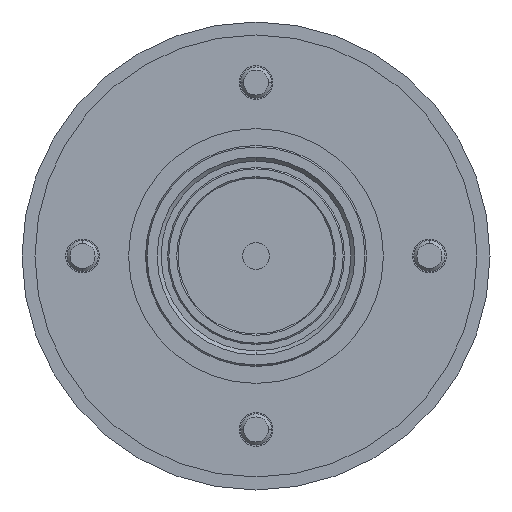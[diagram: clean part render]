
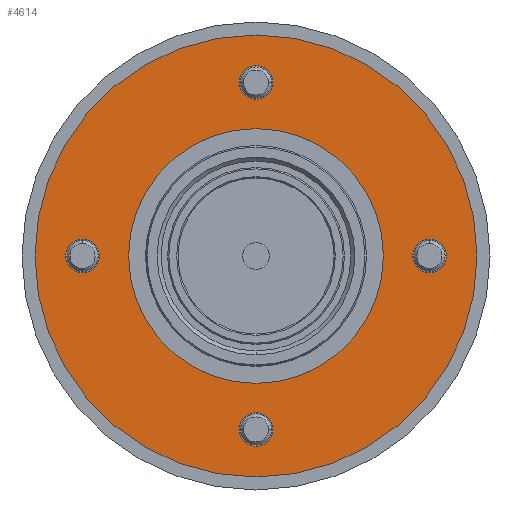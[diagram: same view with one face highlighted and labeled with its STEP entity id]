
A CAD part, left-side view. The second image highlights one B-rep face of the part: STEP entity #4614.
In plain terms, the highlighted planar face has unit normal (-1, 0, 0).
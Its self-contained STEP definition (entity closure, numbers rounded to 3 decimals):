
#125 = CARTESIAN_POINT ( 'NONE',  ( 6., 85., 0. ) ) ;
#131 = AXIS2_PLACEMENT_3D ( 'NONE', #5299, #13108, #6429 ) ;
#163 = CIRCLE ( 'NONE', #416, 6.5 ) ;
#263 = DIRECTION ( 'NONE',  ( 0., 0., -1. ) ) ;
#299 = CARTESIAN_POINT ( 'NONE',  ( 6., -66.7, 0. ) ) ;
#342 = CIRCLE ( 'NONE', #131, 6.5 ) ;
#394 = CARTESIAN_POINT ( 'NONE',  ( 6., -66.7, -6.5 ) ) ;
#416 = AXIS2_PLACEMENT_3D ( 'NONE', #13618, #6943, #263 ) ;
#524 = AXIS2_PLACEMENT_3D ( 'NONE', #5645, #13450, #6787 ) ;
#671 = ORIENTED_EDGE ( 'NONE', *, *, #10988, .T. ) ;
#685 = AXIS2_PLACEMENT_3D ( 'NONE', #2017, #9813, #3141 ) ;
#687 = CIRCLE ( 'NONE', #685, 85. ) ;
#844 = CARTESIAN_POINT ( 'NONE',  ( 6., 0., 66.7 ) ) ;
#1115 = CARTESIAN_POINT ( 'NONE',  ( 6., 0., 49. ) ) ;
#1258 = DIRECTION ( 'NONE',  ( 1., 0., 0. ) ) ;
#1435 = DIRECTION ( 'NONE',  ( 0., 0., -1. ) ) ;
#1762 = ORIENTED_EDGE ( 'NONE', *, *, #11978, .F. ) ;
#1919 = EDGE_CURVE ( 'NONE', #5605, #4863, #6708, .T. ) ;
#1962 = DIRECTION ( 'NONE',  ( 0., 0., -1. ) ) ;
#2017 = CARTESIAN_POINT ( 'NONE',  ( 6., 0., 0. ) ) ;
#2075 = AXIS2_PLACEMENT_3D ( 'NONE', #10295, #3622, #11398 ) ;
#2085 = DIRECTION ( 'NONE',  ( 1., 0., 0. ) ) ;
#2125 = ORIENTED_EDGE ( 'NONE', *, *, #11070, .T. ) ;
#2219 = CARTESIAN_POINT ( 'NONE',  ( 6., 66.7, 0. ) ) ;
#2233 = AXIS2_PLACEMENT_3D ( 'NONE', #299, #8085, #1435 ) ;
#2425 = EDGE_LOOP ( 'NONE', ( #1762, #4375 ) ) ;
#2650 = DIRECTION ( 'NONE',  ( 1., 0., 0. ) ) ;
#2962 = CIRCLE ( 'NONE', #7319, 6.5 ) ;
#3130 = FACE_OUTER_BOUND ( 'NONE', #5186, .T. ) ;
#3141 = DIRECTION ( 'NONE',  ( 0., 0., 1. ) ) ;
#3191 = CARTESIAN_POINT ( 'NONE',  ( 6., 66.7, -6.5 ) ) ;
#3193 = CARTESIAN_POINT ( 'NONE',  ( 6., 0., 0. ) ) ;
#3348 = DIRECTION ( 'NONE',  ( 0., 0., -1. ) ) ;
#3456 = EDGE_CURVE ( 'NONE', #10141, #6408, #7859, .T. ) ;
#3622 = DIRECTION ( 'NONE',  ( 1., 0., 0. ) ) ;
#3627 = CIRCLE ( 'NONE', #10360, 49. ) ;
#3732 = CARTESIAN_POINT ( 'NONE',  ( 6., 0., -85. ) ) ;
#4063 = ORIENTED_EDGE ( 'NONE', *, *, #1919, .T. ) ;
#4195 = EDGE_LOOP ( 'NONE', ( #2125, #5482 ) ) ;
#4316 = DIRECTION ( 'NONE',  ( 0., 0., 1. ) ) ;
#4375 = ORIENTED_EDGE ( 'NONE', *, *, #12713, .F. ) ;
#4390 = CARTESIAN_POINT ( 'NONE',  ( 6., 0., -73.2 ) ) ;
#4406 = AXIS2_PLACEMENT_3D ( 'NONE', #125, #1258, #9049 ) ;
#4461 = CARTESIAN_POINT ( 'NONE',  ( 6., 66.7, 6.5 ) ) ;
#4614 = ADVANCED_FACE ( 'NONE', ( #9752, #6798, #12012, #9065, #6081, #3130 ), #6804, .F. ) ;
#4863 = VERTEX_POINT ( 'NONE', #14099 ) ;
#4954 = VERTEX_POINT ( 'NONE', #1115 ) ;
#5186 = EDGE_LOOP ( 'NONE', ( #12885, #671 ) ) ;
#5190 = VERTEX_POINT ( 'NONE', #394 ) ;
#5194 = CARTESIAN_POINT ( 'NONE',  ( 6., 0., -60.2 ) ) ;
#5299 = CARTESIAN_POINT ( 'NONE',  ( 6., 0., -66.7 ) ) ;
#5482 = ORIENTED_EDGE ( 'NONE', *, *, #6931, .T. ) ;
#5499 = EDGE_CURVE ( 'NONE', #4863, #5605, #10752, .T. ) ;
#5605 = VERTEX_POINT ( 'NONE', #8944 ) ;
#5645 = CARTESIAN_POINT ( 'NONE',  ( 6., 0., 0. ) ) ;
#5702 = CIRCLE ( 'NONE', #2075, 6.5 ) ;
#6081 = FACE_BOUND ( 'NONE', #10239, .T. ) ;
#6370 = DIRECTION ( 'NONE',  ( -1., 0., 0. ) ) ;
#6387 = ORIENTED_EDGE ( 'NONE', *, *, #8055, .T. ) ;
#6408 = VERTEX_POINT ( 'NONE', #4461 ) ;
#6429 = DIRECTION ( 'NONE',  ( 0., 0., -1. ) ) ;
#6581 = ORIENTED_EDGE ( 'NONE', *, *, #7257, .T. ) ;
#6688 = EDGE_CURVE ( 'NONE', #12070, #10559, #687, .T. ) ;
#6708 = CIRCLE ( 'NONE', #9298, 6.5 ) ;
#6784 = CIRCLE ( 'NONE', #2233, 6.5 ) ;
#6787 = DIRECTION ( 'NONE',  ( 0., 0., 1. ) ) ;
#6798 = FACE_BOUND ( 'NONE', #11128, .T. ) ;
#6804 = PLANE ( 'NONE',  #4406 ) ;
#6931 = EDGE_CURVE ( 'NONE', #13565, #5190, #163, .T. ) ;
#6943 = DIRECTION ( 'NONE',  ( 1., 0., 0. ) ) ;
#7257 = EDGE_CURVE ( 'NONE', #9110, #9510, #342, .T. ) ;
#7319 = AXIS2_PLACEMENT_3D ( 'NONE', #2219, #10010, #3348 ) ;
#7423 = CARTESIAN_POINT ( 'NONE',  ( 6., -66.7, 6.5 ) ) ;
#7462 = CIRCLE ( 'NONE', #524, 85. ) ;
#7765 = CIRCLE ( 'NONE', #8023, 49. ) ;
#7859 = CIRCLE ( 'NONE', #13608, 6.5 ) ;
#8023 = AXIS2_PLACEMENT_3D ( 'NONE', #3193, #10981, #4316 ) ;
#8055 = EDGE_CURVE ( 'NONE', #9510, #9110, #5702, .T. ) ;
#8085 = DIRECTION ( 'NONE',  ( 1., 0., 0. ) ) ;
#8366 = CARTESIAN_POINT ( 'NONE',  ( 6., 0., -49. ) ) ;
#8635 = DIRECTION ( 'NONE',  ( 1., 0., 0. ) ) ;
#8750 = CARTESIAN_POINT ( 'NONE',  ( 6., 0., 66.7 ) ) ;
#8761 = CARTESIAN_POINT ( 'NONE',  ( 6., 0., 85. ) ) ;
#8944 = CARTESIAN_POINT ( 'NONE',  ( 6., 0., 60.2 ) ) ;
#9049 = DIRECTION ( 'NONE',  ( 0., 0., -1. ) ) ;
#9065 = FACE_BOUND ( 'NONE', #13442, .T. ) ;
#9110 = VERTEX_POINT ( 'NONE', #4390 ) ;
#9298 = AXIS2_PLACEMENT_3D ( 'NONE', #844, #8635, #1962 ) ;
#9318 = CARTESIAN_POINT ( 'NONE',  ( 6., 66.7, 0. ) ) ;
#9483 = ORIENTED_EDGE ( 'NONE', *, *, #5499, .T. ) ;
#9510 = VERTEX_POINT ( 'NONE', #5194 ) ;
#9752 = FACE_BOUND ( 'NONE', #2425, .T. ) ;
#9813 = DIRECTION ( 'NONE',  ( -1., 0., 0. ) ) ;
#9870 = DIRECTION ( 'NONE',  ( 0., 0., -1. ) ) ;
#9886 = ORIENTED_EDGE ( 'NONE', *, *, #3456, .T. ) ;
#10010 = DIRECTION ( 'NONE',  ( 1., 0., 0. ) ) ;
#10141 = VERTEX_POINT ( 'NONE', #3191 ) ;
#10239 = EDGE_LOOP ( 'NONE', ( #9886, #14273 ) ) ;
#10287 = EDGE_CURVE ( 'NONE', #6408, #10141, #2962, .T. ) ;
#10295 = CARTESIAN_POINT ( 'NONE',  ( 6., 0., -66.7 ) ) ;
#10299 = AXIS2_PLACEMENT_3D ( 'NONE', #8750, #2085, #9870 ) ;
#10360 = AXIS2_PLACEMENT_3D ( 'NONE', #13052, #6370, #14180 ) ;
#10430 = DIRECTION ( 'NONE',  ( 0., 0., -1. ) ) ;
#10559 = VERTEX_POINT ( 'NONE', #3732 ) ;
#10752 = CIRCLE ( 'NONE', #10299, 6.5 ) ;
#10981 = DIRECTION ( 'NONE',  ( -1., 0., 0. ) ) ;
#10988 = EDGE_CURVE ( 'NONE', #10559, #12070, #7462, .T. ) ;
#11070 = EDGE_CURVE ( 'NONE', #5190, #13565, #6784, .T. ) ;
#11128 = EDGE_LOOP ( 'NONE', ( #4063, #9483 ) ) ;
#11398 = DIRECTION ( 'NONE',  ( 0., 0., -1. ) ) ;
#11978 = EDGE_CURVE ( 'NONE', #4954, #13471, #3627, .T. ) ;
#12012 = FACE_BOUND ( 'NONE', #4195, .T. ) ;
#12070 = VERTEX_POINT ( 'NONE', #8761 ) ;
#12713 = EDGE_CURVE ( 'NONE', #13471, #4954, #7765, .T. ) ;
#12885 = ORIENTED_EDGE ( 'NONE', *, *, #6688, .T. ) ;
#13052 = CARTESIAN_POINT ( 'NONE',  ( 6., 0., 0. ) ) ;
#13108 = DIRECTION ( 'NONE',  ( 1., 0., 0. ) ) ;
#13442 = EDGE_LOOP ( 'NONE', ( #6581, #6387 ) ) ;
#13450 = DIRECTION ( 'NONE',  ( -1., 0., 0. ) ) ;
#13471 = VERTEX_POINT ( 'NONE', #8366 ) ;
#13565 = VERTEX_POINT ( 'NONE', #7423 ) ;
#13608 = AXIS2_PLACEMENT_3D ( 'NONE', #9318, #2650, #10430 ) ;
#13618 = CARTESIAN_POINT ( 'NONE',  ( 6., -66.7, 0. ) ) ;
#14099 = CARTESIAN_POINT ( 'NONE',  ( 6., 0., 73.2 ) ) ;
#14180 = DIRECTION ( 'NONE',  ( 0., 0., 1. ) ) ;
#14273 = ORIENTED_EDGE ( 'NONE', *, *, #10287, .T. ) ;
